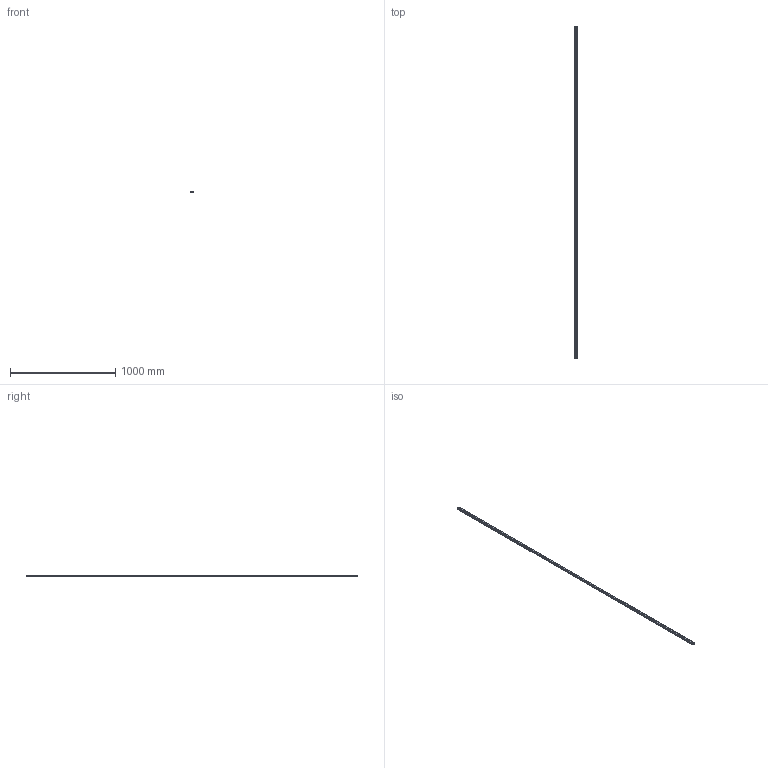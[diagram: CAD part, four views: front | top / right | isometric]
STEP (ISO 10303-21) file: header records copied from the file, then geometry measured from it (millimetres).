
FILE_DESCRIPTION(('STEP AP214'),'1');
FILE_NAME('cctmp_C90BB884-DA5D-4C71-852E-A4259DBD4FF6_2021_02_09_16_05_00_0161..stp','2021-02-09T15:05:00',('HIWIN GmbH'),('CADClick - www.CADClick.com'),'Spatial InterOp 3D',' ','unknown authorization');
FILE_SCHEMA(('AUTOMOTIVE_DESIGN'));
Length unit declared in the file: millimetre
Products named in the file (1): EGR25R3160C_FILE
Bounding box: 23 x 3160 x 18 mm (x, y, z)
Volume: 1086482.1 mm3; surface area: 293783.9 mm2
Topology: 1 solids, 1 shells, 741 faces, 1887 edges, 1258 vertices
Faces by surface type: plane 403, cylinder 338
Entity records: 28933 total; most frequent: DIRECTION 4471, CARTESIAN_POINT 3887, ORIENTED_EDGE 3774, EDGE_CURVE 1887, AXIS2_PLACEMENT_3D 1842, VERTEX_POINT 1258, CIRCLE 888, EDGE_LOOP 851
